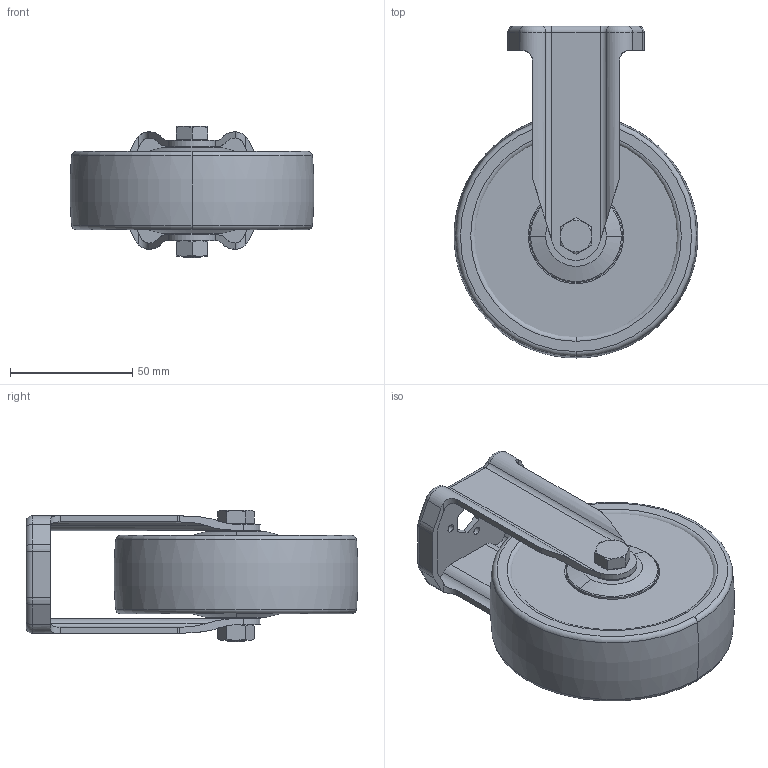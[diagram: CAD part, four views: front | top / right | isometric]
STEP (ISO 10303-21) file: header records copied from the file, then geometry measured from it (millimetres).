
FILE_DESCRIPTION (( 'STEP AP214' ), '1' );
FILE_NAME ('ERGO00H1910-Roulette fixe D100.step', '2023-03-24T09:25:42', ( 'Altae' ), ( '' ), 'SwSTEP 2.0', 'SolidWorks 2021', '' );
FILE_SCHEMA (( 'AUTOMOTIVE_DESIGN' ));
Length unit declared in the file: millimetre
Products named in the file (6): 01^ERGO00H1910-Roulette fixe D100; 02^ERGO00H1910-Roulette fixe D100; ERGO00H1910-Roulette fixe D100; 05^ERGO00H1910-Roulette fixe D100; 03^ERGO00H1910-Roulette fixe D100; 04^ERGO00H1910-Roulette fixe D100
Assembly tree (5 placements, depth 2):
  ERGO00H1910-Roulette fixe D100
    01^ERGO00H1910-Roulette fixe D100
    02^ERGO00H1910-Roulette fixe D100
    03^ERGO00H1910-Roulette fixe D100
    04^ERGO00H1910-Roulette fixe D100
    05^ERGO00H1910-Roulette fixe D100
Bounding box: 99.85 x 135.93 x 53.8 mm (x, y, z)
Volume: 202943.8 mm3; surface area: 80303.7 mm2
Topology: 5 solids, 5 shells, 230 faces, 538 edges, 332 vertices
Faces by surface type: cylinder 80, plane 68, cone 44, torus 38
Entity records: 7118 total; most frequent: CARTESIAN_POINT 1536, DIRECTION 1196, ORIENTED_EDGE 1076, EDGE_CURVE 538, AXIS2_PLACEMENT_3D 492, VERTEX_POINT 332, EDGE_LOOP 262, CIRCLE 254
